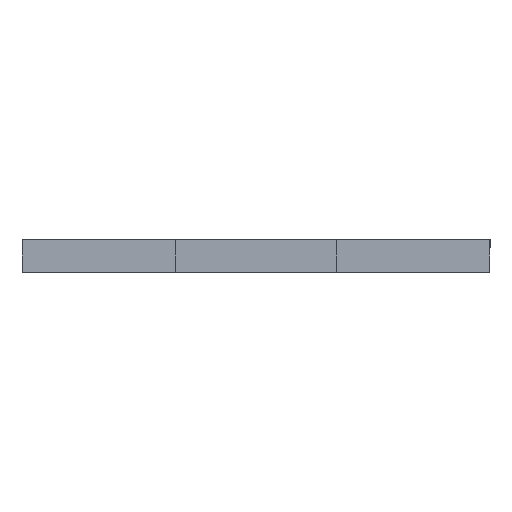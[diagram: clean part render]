
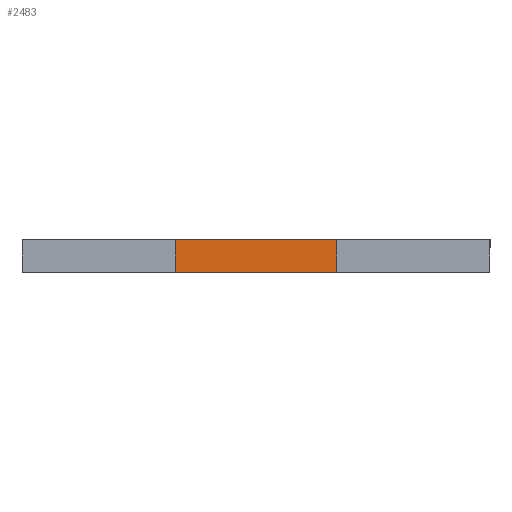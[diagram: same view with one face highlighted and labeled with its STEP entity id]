
A CAD part, left-side view. The second image highlights one B-rep face of the part: STEP entity #2483.
In plain terms, the highlighted planar face has unit normal (-1, 0, 0).
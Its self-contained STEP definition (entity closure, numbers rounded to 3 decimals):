
#141=FACE_OUTER_BOUND('',#275,.T.);
#275=EDGE_LOOP('',(#2223,#2224,#2225,#2226));
#363=LINE('',#3374,#711);
#540=LINE('',#3726,#888);
#547=LINE('',#3738,#895);
#627=LINE('',#3896,#975);
#711=VECTOR('',#2711,10.);
#888=VECTOR('',#3014,10.);
#895=VECTOR('',#3023,10.);
#975=VECTOR('',#3189,10.);
#1058=VERTEX_POINT('',#3371);
#1059=VERTEX_POINT('',#3373);
#1171=VERTEX_POINT('',#3724);
#1175=VERTEX_POINT('',#3736);
#1291=EDGE_CURVE('',#1059,#1058,#363,.T.);
#1468=EDGE_CURVE('',#1171,#1058,#540,.T.);
#1475=EDGE_CURVE('',#1175,#1171,#547,.T.);
#1555=EDGE_CURVE('',#1175,#1059,#627,.T.);
#2223=ORIENTED_EDGE('',*,*,#1291,.T.);
#2224=ORIENTED_EDGE('',*,*,#1468,.F.);
#2225=ORIENTED_EDGE('',*,*,#1475,.F.);
#2226=ORIENTED_EDGE('',*,*,#1555,.T.);
#2365=PLANE('',#2615);
#2483=ADVANCED_FACE('',(#141),#2365,.T.);
#2615=AXIS2_PLACEMENT_3D('',#3897,#3190,#3191);
#2711=DIRECTION('',(0.,1.,0.));
#3014=DIRECTION('',(0.,0.,1.));
#3023=DIRECTION('',(0.,1.,0.));
#3189=DIRECTION('',(0.,0.,1.));
#3190=DIRECTION('center_axis',(-1.,0.,0.));
#3191=DIRECTION('ref_axis',(0.,-1.,0.));
#3371=CARTESIAN_POINT('',(-267.5,40.,1.5));
#3373=CARTESIAN_POINT('',(-267.5,20.,1.5));
#3374=CARTESIAN_POINT('',(-267.5,35.,1.5));
#3724=CARTESIAN_POINT('',(-267.5,40.,-2.5));
#3726=CARTESIAN_POINT('',(-267.5,40.,0.));
#3736=CARTESIAN_POINT('',(-267.5,20.,-2.5));
#3738=CARTESIAN_POINT('',(-267.5,40.,-2.5));
#3896=CARTESIAN_POINT('',(-267.5,20.,0.));
#3897=CARTESIAN_POINT('Origin',(-267.5,40.,0.));
